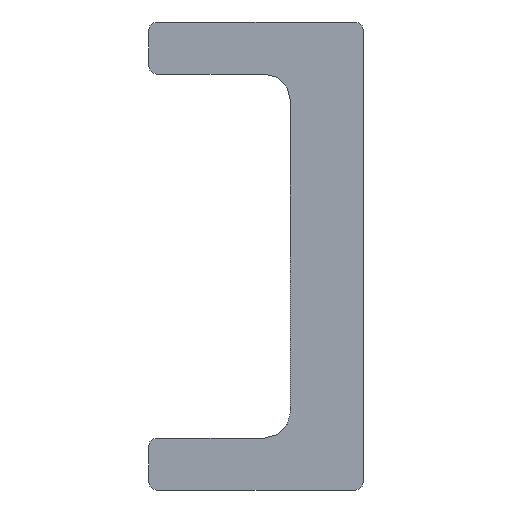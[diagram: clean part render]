
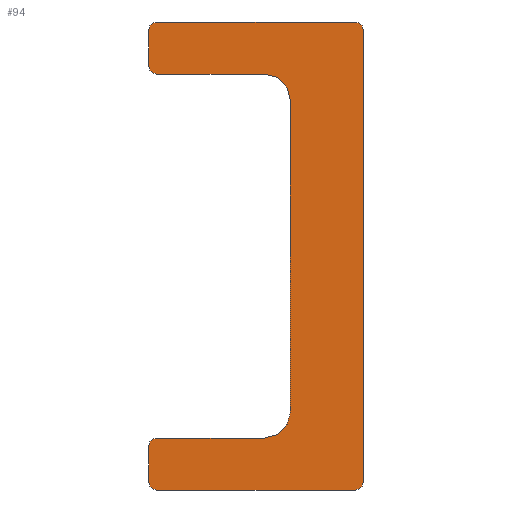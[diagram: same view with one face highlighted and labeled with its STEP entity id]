
A CAD part, front view. The second image highlights one B-rep face of the part: STEP entity #94.
In plain terms, the highlighted planar face has unit normal (0, -1, 0).
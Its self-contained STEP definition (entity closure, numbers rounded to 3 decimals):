
#94 = ADVANCED_FACE( '', ( #243 ), #244, .F. );
#243 = FACE_OUTER_BOUND( '', #534, .T. );
#244 = PLANE( '', #535 );
#534 = EDGE_LOOP( '', ( #831, #832, #833, #834, #835, #836, #837, #838, #839, #840, #841, #842, #843, #844, #845, #846 ) );
#535 = AXIS2_PLACEMENT_3D( '', #847, #848, #849 );
#831 = ORIENTED_EDGE( '', *, *, #1312, .F. );
#832 = ORIENTED_EDGE( '', *, *, #1313, .T. );
#833 = ORIENTED_EDGE( '', *, *, #1314, .F. );
#834 = ORIENTED_EDGE( '', *, *, #1315, .T. );
#835 = ORIENTED_EDGE( '', *, *, #1316, .F. );
#836 = ORIENTED_EDGE( '', *, *, #1317, .T. );
#837 = ORIENTED_EDGE( '', *, *, #1318, .F. );
#838 = ORIENTED_EDGE( '', *, *, #1319, .T. );
#839 = ORIENTED_EDGE( '', *, *, #1320, .F. );
#840 = ORIENTED_EDGE( '', *, *, #1321, .T. );
#841 = ORIENTED_EDGE( '', *, *, #1307, .F. );
#842 = ORIENTED_EDGE( '', *, *, #1322, .T. );
#843 = ORIENTED_EDGE( '', *, *, #1323, .F. );
#844 = ORIENTED_EDGE( '', *, *, #1304, .T. );
#845 = ORIENTED_EDGE( '', *, *, #1324, .F. );
#846 = ORIENTED_EDGE( '', *, *, #1325, .T. );
#847 = CARTESIAN_POINT( '', ( -4.125, 0., 9. ) );
#848 = DIRECTION( '', ( 0., 1., 0. ) );
#849 = DIRECTION( '', ( 0., 0., 1. ) );
#1304 = EDGE_CURVE( '', #1490, #1488, #1491, .F. );
#1307 = EDGE_CURVE( '', #1494, #1495, #1496, .T. );
#1312 = EDGE_CURVE( '', #1503, #1504, #1505, .T. );
#1313 = EDGE_CURVE( '', #1503, #1506, #1507, .F. );
#1314 = EDGE_CURVE( '', #1508, #1506, #1509, .T. );
#1315 = EDGE_CURVE( '', #1508, #1510, #1511, .F. );
#1316 = EDGE_CURVE( '', #1512, #1510, #1513, .T. );
#1317 = EDGE_CURVE( '', #1512, #1514, #1515, .F. );
#1318 = EDGE_CURVE( '', #1516, #1514, #1517, .T. );
#1319 = EDGE_CURVE( '', #1516, #1518, #1519, .T. );
#1320 = EDGE_CURVE( '', #1520, #1518, #1521, .T. );
#1321 = EDGE_CURVE( '', #1520, #1495, #1522, .T. );
#1322 = EDGE_CURVE( '', #1494, #1523, #1524, .F. );
#1323 = EDGE_CURVE( '', #1490, #1523, #1525, .T. );
#1324 = EDGE_CURVE( '', #1526, #1488, #1527, .T. );
#1325 = EDGE_CURVE( '', #1526, #1504, #1528, .F. );
#1488 = VERTEX_POINT( '', #1770 );
#1490 = VERTEX_POINT( '', #1773 );
#1491 = CIRCLE( '', #1774, 0.3 );
#1494 = VERTEX_POINT( '', #1778 );
#1495 = VERTEX_POINT( '', #1779 );
#1496 = LINE( '', #1780, #1781 );
#1503 = VERTEX_POINT( '', #1791 );
#1504 = VERTEX_POINT( '', #1792 );
#1505 = LINE( '', #1793, #1794 );
#1506 = VERTEX_POINT( '', #1795 );
#1507 = CIRCLE( '', #1796, 0.3 );
#1508 = VERTEX_POINT( '', #1797 );
#1509 = LINE( '', #1798, #1799 );
#1510 = VERTEX_POINT( '', #1800 );
#1511 = CIRCLE( '', #1801, 0.3 );
#1512 = VERTEX_POINT( '', #1802 );
#1513 = LINE( '', #1803, #1804 );
#1514 = VERTEX_POINT( '', #1805 );
#1515 = CIRCLE( '', #1806, 0.3 );
#1516 = VERTEX_POINT( '', #1807 );
#1517 = LINE( '', #1808, #1809 );
#1518 = VERTEX_POINT( '', #1810 );
#1519 = CIRCLE( '', #1811, 1. );
#1520 = VERTEX_POINT( '', #1812 );
#1521 = LINE( '', #1813, #1814 );
#1522 = CIRCLE( '', #1815, 1. );
#1523 = VERTEX_POINT( '', #1816 );
#1524 = CIRCLE( '', #1817, 0.3 );
#1525 = LINE( '', #1818, #1819 );
#1526 = VERTEX_POINT( '', #1820 );
#1527 = LINE( '', #1821, #1822 );
#1528 = CIRCLE( '', #1823, 0.3 );
#1770 = CARTESIAN_POINT( '', ( -3.825, 0., -9. ) );
#1773 = CARTESIAN_POINT( '', ( -4.125, 0., -8.7 ) );
#1774 = AXIS2_PLACEMENT_3D( '', #2085, #2086, #2087 );
#1778 = CARTESIAN_POINT( '', ( -3.825, 0., -7. ) );
#1779 = CARTESIAN_POINT( '', ( 0.325, 0., -7. ) );
#1780 = CARTESIAN_POINT( '', ( 1.325, 0., -7. ) );
#1781 = VECTOR( '', #2089, 1000. );
#1791 = CARTESIAN_POINT( '', ( 4.125, 0., 8.7 ) );
#1792 = CARTESIAN_POINT( '', ( 4.125, 0., -8.7 ) );
#1793 = CARTESIAN_POINT( '', ( 4.125, 0., 9. ) );
#1794 = VECTOR( '', #2093, 1000. );
#1795 = CARTESIAN_POINT( '', ( 3.825, 0., 9. ) );
#1796 = AXIS2_PLACEMENT_3D( '', #2094, #2095, #2096 );
#1797 = CARTESIAN_POINT( '', ( -3.825, 0., 9. ) );
#1798 = CARTESIAN_POINT( '', ( -4.125, 0., 9. ) );
#1799 = VECTOR( '', #2097, 1000. );
#1800 = CARTESIAN_POINT( '', ( -4.125, 0., 8.7 ) );
#1801 = AXIS2_PLACEMENT_3D( '', #2098, #2099, #2100 );
#1802 = CARTESIAN_POINT( '', ( -4.125, 0., 7.3 ) );
#1803 = CARTESIAN_POINT( '', ( -4.125, 0., -9. ) );
#1804 = VECTOR( '', #2101, 1000. );
#1805 = CARTESIAN_POINT( '', ( -3.825, 0., 7. ) );
#1806 = AXIS2_PLACEMENT_3D( '', #2102, #2103, #2104 );
#1807 = CARTESIAN_POINT( '', ( 0.325, 0., 7. ) );
#1808 = CARTESIAN_POINT( '', ( -4.125, 0., 7. ) );
#1809 = VECTOR( '', #2105, 1000. );
#1810 = CARTESIAN_POINT( '', ( 1.325, 0., 6. ) );
#1811 = AXIS2_PLACEMENT_3D( '', #2106, #2107, #2108 );
#1812 = CARTESIAN_POINT( '', ( 1.325, 0., -6. ) );
#1813 = CARTESIAN_POINT( '', ( 1.325, 0., 7. ) );
#1814 = VECTOR( '', #2109, 1000. );
#1815 = AXIS2_PLACEMENT_3D( '', #2110, #2111, #2112 );
#1816 = CARTESIAN_POINT( '', ( -4.125, 0., -7.3 ) );
#1817 = AXIS2_PLACEMENT_3D( '', #2113, #2114, #2115 );
#1818 = CARTESIAN_POINT( '', ( -4.125, 0., -9. ) );
#1819 = VECTOR( '', #2116, 1000. );
#1820 = CARTESIAN_POINT( '', ( 3.825, 0., -9. ) );
#1821 = CARTESIAN_POINT( '', ( 4.125, 0., -9. ) );
#1822 = VECTOR( '', #2117, 1000. );
#1823 = AXIS2_PLACEMENT_3D( '', #2118, #2119, #2120 );
#2085 = CARTESIAN_POINT( '', ( -3.825, 0., -8.7 ) );
#2086 = DIRECTION( '', ( 0., 1., 0. ) );
#2087 = DIRECTION( '', ( 0., 0., 1. ) );
#2089 = DIRECTION( '', ( 1., 0., 0. ) );
#2093 = DIRECTION( '', ( 0., 0., -1. ) );
#2094 = CARTESIAN_POINT( '', ( 3.825, 0., 8.7 ) );
#2095 = DIRECTION( '', ( 0., 1., 0. ) );
#2096 = DIRECTION( '', ( 0., 0., 1. ) );
#2097 = DIRECTION( '', ( 1., 0., 0. ) );
#2098 = CARTESIAN_POINT( '', ( -3.825, 0., 8.7 ) );
#2099 = DIRECTION( '', ( 0., 1., 0. ) );
#2100 = DIRECTION( '', ( 0., 0., 1. ) );
#2101 = DIRECTION( '', ( 0., 0., 1. ) );
#2102 = CARTESIAN_POINT( '', ( -3.825, 0., 7.3 ) );
#2103 = DIRECTION( '', ( 0., 1., 0. ) );
#2104 = DIRECTION( '', ( 0., 0., 1. ) );
#2105 = DIRECTION( '', ( -1., 0., 0. ) );
#2106 = CARTESIAN_POINT( '', ( 0.325, 0., 6. ) );
#2107 = DIRECTION( '', ( 0., 1., 0. ) );
#2108 = DIRECTION( '', ( 0., 0., 1. ) );
#2109 = DIRECTION( '', ( 0., 0., 1. ) );
#2110 = CARTESIAN_POINT( '', ( 0.325, 0., -6. ) );
#2111 = DIRECTION( '', ( 0., 1., 0. ) );
#2112 = DIRECTION( '', ( 0., 0., 1. ) );
#2113 = CARTESIAN_POINT( '', ( -3.825, 0., -7.3 ) );
#2114 = DIRECTION( '', ( 0., 1., 0. ) );
#2115 = DIRECTION( '', ( 0., 0., 1. ) );
#2116 = DIRECTION( '', ( 0., 0., 1. ) );
#2117 = DIRECTION( '', ( -1., 0., 0. ) );
#2118 = CARTESIAN_POINT( '', ( 3.825, 0., -8.7 ) );
#2119 = DIRECTION( '', ( 0., 1., 0. ) );
#2120 = DIRECTION( '', ( 0., 0., 1. ) );
